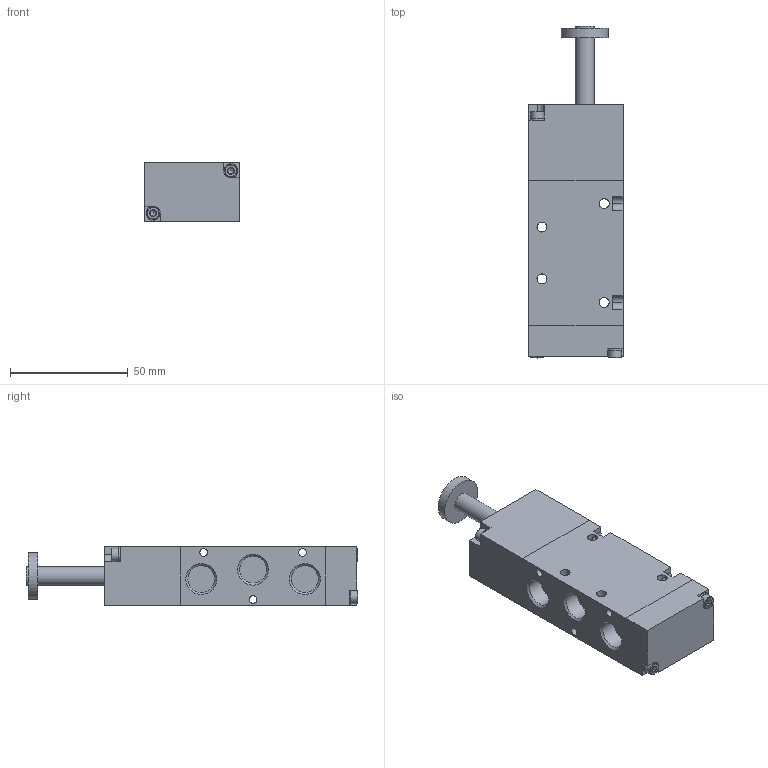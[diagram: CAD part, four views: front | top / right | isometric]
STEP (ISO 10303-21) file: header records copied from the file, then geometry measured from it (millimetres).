
FILE_DESCRIPTION(/* description */ ('Alibre Inc.'),/* implementation_level */ '2;1');
FILE_NAME(/* name */ 'export-94FD633D-F362-485D-AAD7-0CDF2A2CAE13',/* time_stamp */ '2021-10-28T15:15:20+02:00',/* author */ (''),/* organization */ (''),/* preprocessor_version */ 'ST-DEVELOPER v17',/* originating_system */ 'Alibre',/* authorisation */ '');
FILE_SCHEMA (('AUTOMOTIVE_DESIGN'));
Length unit declared in the file: millimetre
Products named in the file (6): _SOV35SES-c; _Washer ISO 8738 3; HI_Cylinder head screw DIN 912 M3x12; _SOV35SESOO-b; _PNV35SES-com; 7020021500
Bounding box: 40 x 141.1 x 25 mm (x, y, z)
Volume: 102369.3 mm3; surface area: 26431.7 mm2
Topology: 11 solids, 11 shells, 204 faces, 492 edges, 325 vertices
Faces by surface type: plane 122, cylinder 47, cone 23, torus 12
Full cylindrical faces by diameter (mm): 3 x8, 3.3 x5, 4.134 x1, 4.2 x4, 5.4 x1, 5.5 x4, 6 x4, 8 x2, 8.566 x1, 11.445 x5, 20 x1
Entity records: 4003 total; most frequent: CARTESIAN_POINT 849, ORIENTED_EDGE 586, DIRECTION 549, EDGE_CURVE 293, AXIS2_PLACEMENT_3D 226, VERTEX_POINT 196, VECTOR 171, LINE 171
